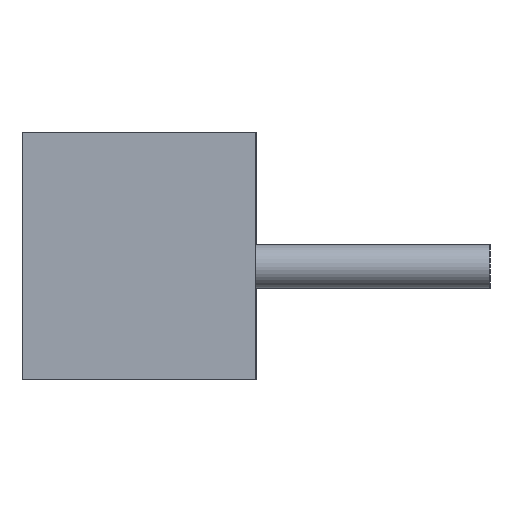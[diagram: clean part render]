
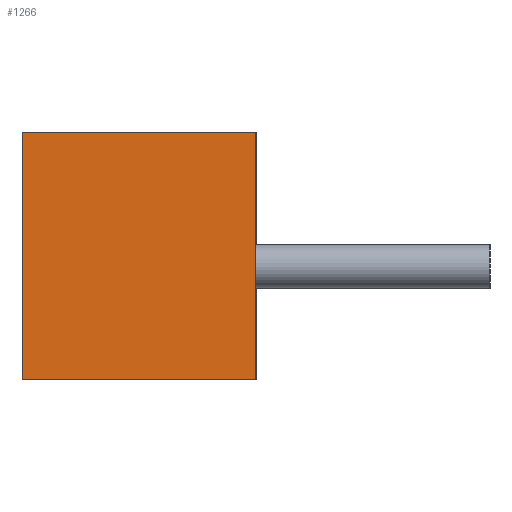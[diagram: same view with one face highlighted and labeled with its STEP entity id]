
A CAD part, left-side view. The second image highlights one B-rep face of the part: STEP entity #1266.
In plain terms, the highlighted planar face has unit normal (-1, 0, 0).
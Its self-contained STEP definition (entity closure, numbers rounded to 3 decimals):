
#48 = LINE ( 'NONE', #1100, #307 ) ;
#115 = ORIENTED_EDGE ( 'NONE', *, *, #1559, .T. ) ;
#116 = DIRECTION ( 'NONE',  ( 0., -1., 0. ) ) ;
#136 = EDGE_CURVE ( 'NONE', #1251, #1226, #48, .T. ) ;
#207 = DIRECTION ( 'NONE',  ( 1., 0., 0. ) ) ;
#278 = AXIS2_PLACEMENT_3D ( 'NONE', #1195, #207, #1188 ) ;
#292 = ORIENTED_EDGE ( 'NONE', *, *, #136, .F. ) ;
#307 = VECTOR ( 'NONE', #1677, 1000. ) ;
#314 = CARTESIAN_POINT ( 'NONE',  ( -4.903, 0., -1.327 ) ) ;
#363 = PLANE ( 'NONE',  #278 ) ;
#512 = LINE ( 'NONE', #1068, #918 ) ;
#630 = EDGE_CURVE ( 'NONE', #1620, #1499, #1194, .T. ) ;
#632 = CARTESIAN_POINT ( 'NONE',  ( -4.903, 0., 0. ) ) ;
#645 = ORIENTED_EDGE ( 'NONE', *, *, #757, .F. ) ;
#757 = EDGE_CURVE ( 'NONE', #1226, #1499, #512, .T. ) ;
#855 = VECTOR ( 'NONE', #1406, 1000. ) ;
#865 = CARTESIAN_POINT ( 'NONE',  ( -4.903, 2.7, -1.327 ) ) ;
#918 = VECTOR ( 'NONE', #116, 1000. ) ;
#948 = CARTESIAN_POINT ( 'NONE',  ( -4.903, 2.7, -1.327 ) ) ;
#1068 = CARTESIAN_POINT ( 'NONE',  ( -4.903, 2.7, 1.523 ) ) ;
#1100 = CARTESIAN_POINT ( 'NONE',  ( -4.903, 2.7, 0. ) ) ;
#1181 = DIRECTION ( 'NONE',  ( 0., 0., 1. ) ) ;
#1188 = DIRECTION ( 'NONE',  ( 0., 0., -1. ) ) ;
#1194 = LINE ( 'NONE', #632, #1776 ) ;
#1195 = CARTESIAN_POINT ( 'NONE',  ( -4.903, 2.7, 0. ) ) ;
#1226 = VERTEX_POINT ( 'NONE', #1762 ) ;
#1251 = VERTEX_POINT ( 'NONE', #948 ) ;
#1266 = ADVANCED_FACE ( 'NONE', ( #1464 ), #363, .F. ) ;
#1406 = DIRECTION ( 'NONE',  ( 0., -1., 0. ) ) ;
#1464 = FACE_OUTER_BOUND ( 'NONE', #1549, .T. ) ;
#1489 = ORIENTED_EDGE ( 'NONE', *, *, #630, .T. ) ;
#1499 = VERTEX_POINT ( 'NONE', #1554 ) ;
#1542 = LINE ( 'NONE', #865, #855 ) ;
#1549 = EDGE_LOOP ( 'NONE', ( #1489, #645, #292, #115 ) ) ;
#1554 = CARTESIAN_POINT ( 'NONE',  ( -4.903, 0., 1.523 ) ) ;
#1559 = EDGE_CURVE ( 'NONE', #1251, #1620, #1542, .T. ) ;
#1620 = VERTEX_POINT ( 'NONE', #314 ) ;
#1677 = DIRECTION ( 'NONE',  ( 0., 0., 1. ) ) ;
#1762 = CARTESIAN_POINT ( 'NONE',  ( -4.903, 2.7, 1.523 ) ) ;
#1776 = VECTOR ( 'NONE', #1181, 1000. ) ;
